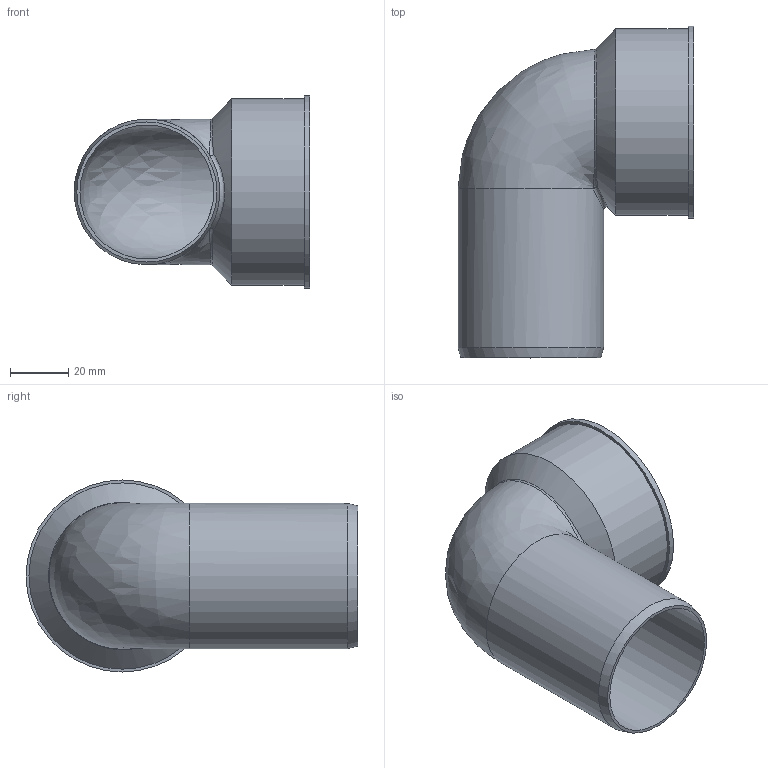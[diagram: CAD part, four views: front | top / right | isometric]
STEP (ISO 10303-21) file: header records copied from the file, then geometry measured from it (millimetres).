
FILE_DESCRIPTION(/* description */ (''),/* implementation_level */ '2;1');
FILE_NAME(/* name */ '172950 HTsafeSW DN_OD 50_50.stp',/* time_stamp */ '2017-03-13T09:17:57+01:00',/* author */ ('user1'),/* organization */ (''),/* preprocessor_version */ 'ST-DEVELOPER v16.1',/* originating_system */ 'Autodesk Inventor 2016',/* authorisation */ '');
FILE_SCHEMA (('AUTOMOTIVE_DESIGN { 1 0 10303 214 3 1 1 }'));
Length unit declared in the file: millimetre
Products named in the file (1): 172950 HTsafeSW DN_OD 50_50
Bounding box: 81 x 114 x 66 mm (x, y, z)
Volume: 39649.8 mm3; surface area: 42826.4 mm2
Topology: 1 solids, 1 shells, 15 faces, 31 edges, 17 vertices
Faces by surface type: cylinder 5, bspline 4, cone 3, plane 3
Full cylindrical faces by diameter (mm): 46 x1, 50 x1, 60 x1, 64 x1, 66 x1
Entity records: 704 total; most frequent: CARTESIAN_POINT 432, DIRECTION 52, ORIENTED_EDGE 36, EDGE_LOOP 26, AXIS2_PLACEMENT_3D 26, EDGE_CURVE 18, FACE_OUTER_BOUND 15, ADVANCED_FACE 15
